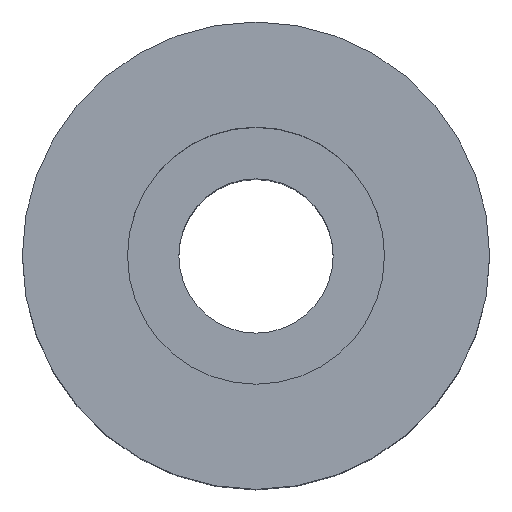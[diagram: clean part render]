
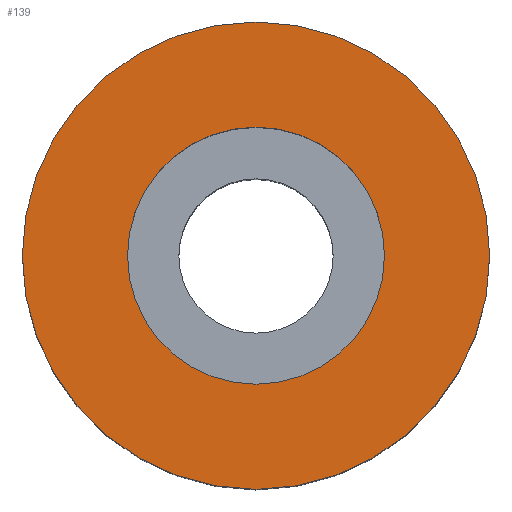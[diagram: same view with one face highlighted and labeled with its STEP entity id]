
A CAD part, top view. The second image highlights one B-rep face of the part: STEP entity #139.
In plain terms, the highlighted planar face has unit normal (0, 0, 1).
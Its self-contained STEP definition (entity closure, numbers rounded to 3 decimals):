
#5 = CARTESIAN_POINT ( 'NONE',  ( -10., 0., 15. ) ) ;
#19 = DIRECTION ( 'NONE',  ( 0., 0., -1. ) ) ;
#28 = AXIS2_PLACEMENT_3D ( 'NONE', #345, #19, #342 ) ;
#39 = DIRECTION ( 'NONE',  ( 0., 0., 1. ) ) ;
#43 = CARTESIAN_POINT ( 'NONE',  ( 0., 0., 15. ) ) ;
#46 = CARTESIAN_POINT ( 'NONE',  ( 0., 0., 15. ) ) ;
#53 = CIRCLE ( 'NONE', #339, 5.5 ) ;
#85 = FACE_BOUND ( 'NONE', #272, .T. ) ;
#90 = VERTEX_POINT ( 'NONE', #154 ) ;
#93 = ORIENTED_EDGE ( 'NONE', *, *, #312, .F. ) ;
#118 = AXIS2_PLACEMENT_3D ( 'NONE', #43, #207, #212 ) ;
#134 = AXIS2_PLACEMENT_3D ( 'NONE', #216, #39, #391 ) ;
#136 = VERTEX_POINT ( 'NONE', #248 ) ;
#139 = ADVANCED_FACE ( 'NONE', ( #85, #255 ), #375, .F. ) ;
#150 = DIRECTION ( 'NONE',  ( 0., 0., 1. ) ) ;
#154 = CARTESIAN_POINT ( 'NONE',  ( 5.5, 0., 15. ) ) ;
#162 = EDGE_LOOP ( 'NONE', ( #299, #256 ) ) ;
#170 = EDGE_CURVE ( 'NONE', #246, #136, #346, .T. ) ;
#190 = ORIENTED_EDGE ( 'NONE', *, *, #365, .F. ) ;
#207 = DIRECTION ( 'NONE',  ( 0., 0., 1. ) ) ;
#212 = DIRECTION ( 'NONE',  ( 1., 0., 0. ) ) ;
#216 = CARTESIAN_POINT ( 'NONE',  ( 0., 0., 15. ) ) ;
#244 = EDGE_CURVE ( 'NONE', #136, #246, #338, .T. ) ;
#246 = VERTEX_POINT ( 'NONE', #5 ) ;
#248 = CARTESIAN_POINT ( 'NONE',  ( 10., 0., 15. ) ) ;
#255 = FACE_OUTER_BOUND ( 'NONE', #162, .T. ) ;
#256 = ORIENTED_EDGE ( 'NONE', *, *, #170, .T. ) ;
#267 = AXIS2_PLACEMENT_3D ( 'NONE', #324, #290, #409 ) ;
#268 = CIRCLE ( 'NONE', #118, 5.5 ) ;
#271 = CARTESIAN_POINT ( 'NONE',  ( -5.5, 0., 15. ) ) ;
#272 = EDGE_LOOP ( 'NONE', ( #190, #93 ) ) ;
#290 = DIRECTION ( 'NONE',  ( 0., 0., 1. ) ) ;
#299 = ORIENTED_EDGE ( 'NONE', *, *, #244, .T. ) ;
#312 = EDGE_CURVE ( 'NONE', #368, #90, #268, .T. ) ;
#324 = CARTESIAN_POINT ( 'NONE',  ( 0., 0., 15. ) ) ;
#338 = CIRCLE ( 'NONE', #267, 10. ) ;
#339 = AXIS2_PLACEMENT_3D ( 'NONE', #46, #150, #364 ) ;
#342 = DIRECTION ( 'NONE',  ( -1., 0., 0. ) ) ;
#345 = CARTESIAN_POINT ( 'NONE',  ( 10., 0., 15. ) ) ;
#346 = CIRCLE ( 'NONE', #134, 10. ) ;
#364 = DIRECTION ( 'NONE',  ( 1., 0., 0. ) ) ;
#365 = EDGE_CURVE ( 'NONE', #90, #368, #53, .T. ) ;
#368 = VERTEX_POINT ( 'NONE', #271 ) ;
#375 = PLANE ( 'NONE',  #28 ) ;
#391 = DIRECTION ( 'NONE',  ( 1., 0., 0. ) ) ;
#409 = DIRECTION ( 'NONE',  ( 1., 0., 0. ) ) ;
